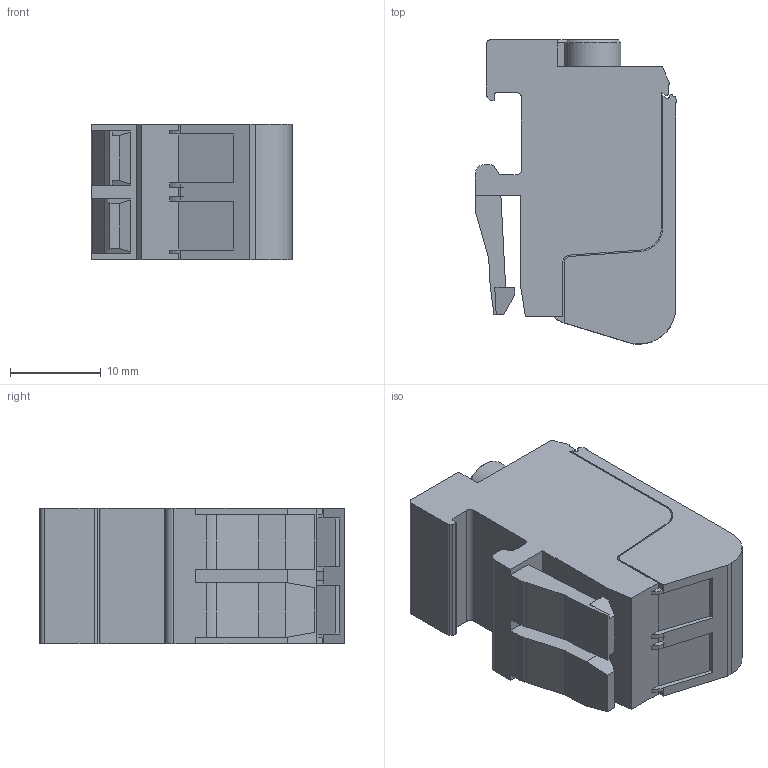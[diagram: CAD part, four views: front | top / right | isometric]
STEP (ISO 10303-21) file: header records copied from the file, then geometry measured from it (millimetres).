
FILE_DESCRIPTION (( 'STEP AP214' ), '1' );
FILE_NAME ('422040_TRV 4M_Beige.STP', '2013-11-14T07:46:49', ( 'arge' ), ( 'Microsoft' ), 'SwSTEP 2.0', 'SolidWorks 2013', '' );
FILE_SCHEMA (( 'AUTOMOTIVE_DESIGN' ));
Length unit declared in the file: millimetre
Products named in the file (1): 422040_TRV 4M_Beige
Bounding box: 22.24 x 33.56 x 15 mm (x, y, z)
Volume: 8287.5 mm3; surface area: 3886.6 mm2
Topology: 1 solids, 4 shells, 210 faces, 568 edges, 373 vertices
Faces by surface type: plane 154, cylinder 50, cone 6
Entity records: 6583 total; most frequent: CARTESIAN_POINT 1196, ORIENTED_EDGE 1136, DIRECTION 1084, EDGE_CURVE 568, LINE 446, VECTOR 446, VERTEX_POINT 373, AXIS2_PLACEMENT_3D 319
